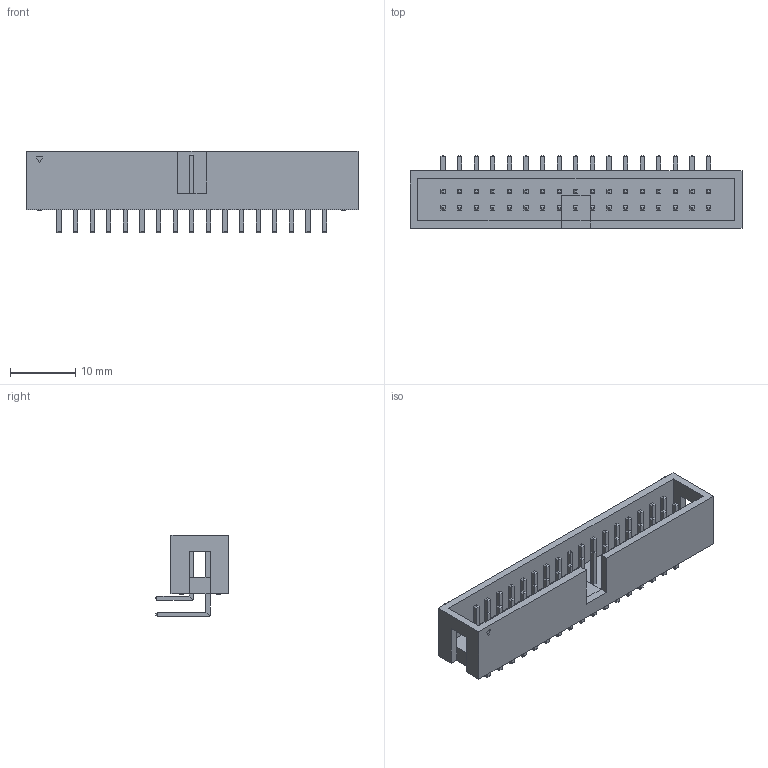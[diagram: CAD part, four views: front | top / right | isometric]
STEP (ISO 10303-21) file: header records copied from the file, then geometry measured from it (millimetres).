
FILE_DESCRIPTION(('FreeCAD Model'),'2;1');
FILE_NAME('ml_34_l.stp','2015-04-11T15:50:59',( 'FreeCAD'),('FreeCAD'),'Open CASCADE STEP processor 6.7','FreeCAD', 'Unknown');
FILE_SCHEMA(('AUTOMOTIVE_DESIGN_CC2 { 1 2 10303 214 -1 1 5 4 }'));
Length unit declared in the file: millimetre
Products named in the file (2): LinearPattern001; Array
Bounding box: 50.8 x 11.17 x 12.42 mm (x, y, z)
Volume: 2119.3 mm3; surface area: 4097.9 mm2
Topology: 35 solids, 35 shells, 864 faces, 1957 edges, 1164 vertices
Faces by surface type: plane 792, cylinder 72
Full cylindrical faces by diameter (mm): 0.6 x4
Entity records: 49829 total; most frequent: CARTESIAN_POINT 8780, DIRECTION 7721, LINE 5295, VECTOR 5295, ORIENTED_EDGE 3914, PCURVE 3914, DEFINITIONAL_REPRESENTATION 3914, EDGE_CURVE 1957
